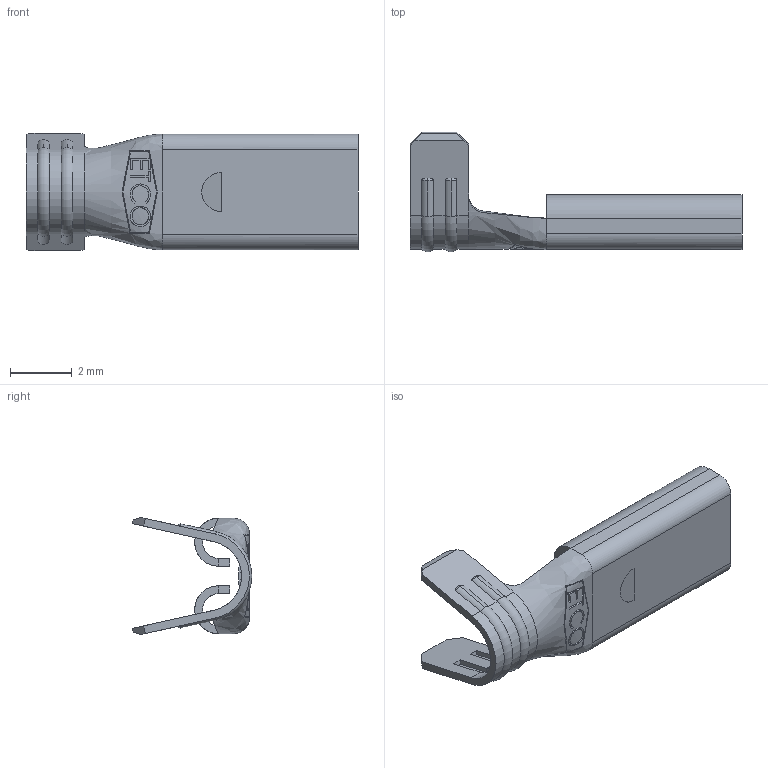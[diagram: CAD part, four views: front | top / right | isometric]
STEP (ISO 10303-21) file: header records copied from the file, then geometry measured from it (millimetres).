
FILE_DESCRIPTION (( 'STEP AP203' ), '1' );
FILE_NAME ('07332.STEP', '2015-01-29T13:04:34', ( '' ), ( '' ), 'SwSTEP 2.0', 'SolidWorks 2014', '' );
FILE_SCHEMA (( 'CONFIG_CONTROL_DESIGN' ));
Length unit declared in the file: inch
Products named in the file (1): 07332
Bounding box: 10.79 x 3.89 x 3.81 mm (x, y, z)
Volume: 22.1 mm3; surface area: 197.5 mm2
Topology: 1 solids, 1 shells, 166 faces, 425 edges, 270 vertices
Faces by surface type: plane 98, cylinder 27, bspline 27, torus 10, cone 4
Entity records: 6988 total; most frequent: CARTESIAN_POINT 3161, ORIENTED_EDGE 850, DIRECTION 648, EDGE_CURVE 425, VERTEX_POINT 270, VECTOR 250, LINE 250, AXIS2_PLACEMENT_3D 199
